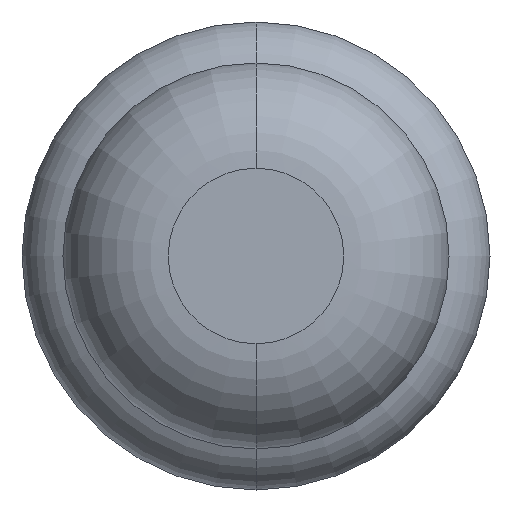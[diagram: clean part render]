
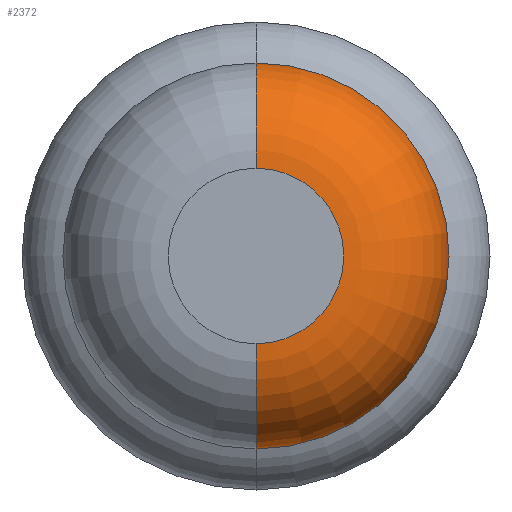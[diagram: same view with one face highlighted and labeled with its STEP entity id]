
A CAD part, front view. The second image highlights one B-rep face of the part: STEP entity #2372.
In plain terms, the highlighted toroidal (fillet/blend) face has major radius 0.375 mm and minor radius 0.45 mm.
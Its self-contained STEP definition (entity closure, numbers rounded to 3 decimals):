
#28 = ORIENTED_EDGE ( 'NONE', *, *, #3641, .T. ) ;
#39 = AXIS2_PLACEMENT_3D ( 'NONE', #2940, #3514, #940 ) ;
#153 = CARTESIAN_POINT ( 'NONE',  ( 0., -28.55, -0.825 ) ) ;
#234 = VERTEX_POINT ( 'NONE', #153 ) ;
#254 = VERTEX_POINT ( 'NONE', #1619 ) ;
#350 = DIRECTION ( 'NONE',  ( 0., 1., 0. ) ) ;
#603 = CIRCLE ( 'NONE', #2258, 0.825 ) ;
#740 = EDGE_LOOP ( 'NONE', ( #1912, #28, #1679, #2314 ) ) ;
#741 = DIRECTION ( 'NONE',  ( 0., 0., 1. ) ) ;
#837 = CIRCLE ( 'NONE', #2162, 0.45 ) ;
#940 = DIRECTION ( 'NONE',  ( 0., 0., 1. ) ) ;
#960 = CIRCLE ( 'NONE', #1260, 0.375 ) ;
#1260 = AXIS2_PLACEMENT_3D ( 'NONE', #3604, #1933, #741 ) ;
#1320 = DIRECTION ( 'NONE',  ( 1., 0., 0. ) ) ;
#1393 = AXIS2_PLACEMENT_3D ( 'NONE', #1876, #1320, #2730 ) ;
#1476 = TOROIDAL_SURFACE ( 'NONE', #39, 0.375, 0.45 ) ;
#1505 = CIRCLE ( 'NONE', #1393, 0.45 ) ;
#1519 = EDGE_CURVE ( 'Defeature ausgef�hrt1_8+Defeature ausgef�hrt1_7+Defeature ausgef�hrt1_7+Defeature ausgef�hrt1_7', #3505, #234, #603, .T. ) ;
#1619 = CARTESIAN_POINT ( 'NONE',  ( 0., -29., 0.375 ) ) ;
#1621 = DIRECTION ( 'NONE',  ( -1., 0., 0. ) ) ;
#1679 = ORIENTED_EDGE ( 'NONE', *, *, #1519, .F. ) ;
#1821 = CARTESIAN_POINT ( 'NONE',  ( 0., -28.55, 0. ) ) ;
#1876 = CARTESIAN_POINT ( 'NONE',  ( 0., -28.55, -0.375 ) ) ;
#1912 = ORIENTED_EDGE ( 'NONE', *, *, #3383, .T. ) ;
#1933 = DIRECTION ( 'NONE',  ( 0., 1., 0. ) ) ;
#2162 = AXIS2_PLACEMENT_3D ( 'NONE', #2511, #1621, #3017 ) ;
#2258 = AXIS2_PLACEMENT_3D ( 'NONE', #1821, #350, #2939 ) ;
#2314 = ORIENTED_EDGE ( 'NONE', *, *, #3688, .F. ) ;
#2372 = ADVANCED_FACE ( 'Defeature ausgef�hrt1_7', ( #3362 ), #1476, .T. ) ;
#2450 = CARTESIAN_POINT ( 'NONE',  ( 0., -29., -0.375 ) ) ;
#2511 = CARTESIAN_POINT ( 'NONE',  ( 0., -28.55, 0.375 ) ) ;
#2730 = DIRECTION ( 'NONE',  ( 0., 0., -1. ) ) ;
#2916 = CARTESIAN_POINT ( 'NONE',  ( 0., -28.55, 0.825 ) ) ;
#2939 = DIRECTION ( 'NONE',  ( 0., 0., 1. ) ) ;
#2940 = CARTESIAN_POINT ( 'NONE',  ( 0., -28.55, 0. ) ) ;
#3017 = DIRECTION ( 'NONE',  ( 0., 0., 1. ) ) ;
#3362 = FACE_OUTER_BOUND ( 'NONE', #740, .T. ) ;
#3383 = EDGE_CURVE ( 'Defeature ausgef�hrt1_7+Defeature ausgef�hrt1_6+Defeature ausgef�hrt1_6+Defeature ausgef�hrt1_6', #254, #3437, #960, .T. ) ;
#3437 = VERTEX_POINT ( 'NONE', #2450 ) ;
#3505 = VERTEX_POINT ( 'NONE', #2916 ) ;
#3514 = DIRECTION ( 'NONE',  ( 0., 1., 0. ) ) ;
#3604 = CARTESIAN_POINT ( 'NONE',  ( 0., -29., 0. ) ) ;
#3641 = EDGE_CURVE ( 'NONE', #3437, #234, #1505, .T. ) ;
#3688 = EDGE_CURVE ( 'NONE', #254, #3505, #837, .T. ) ;
